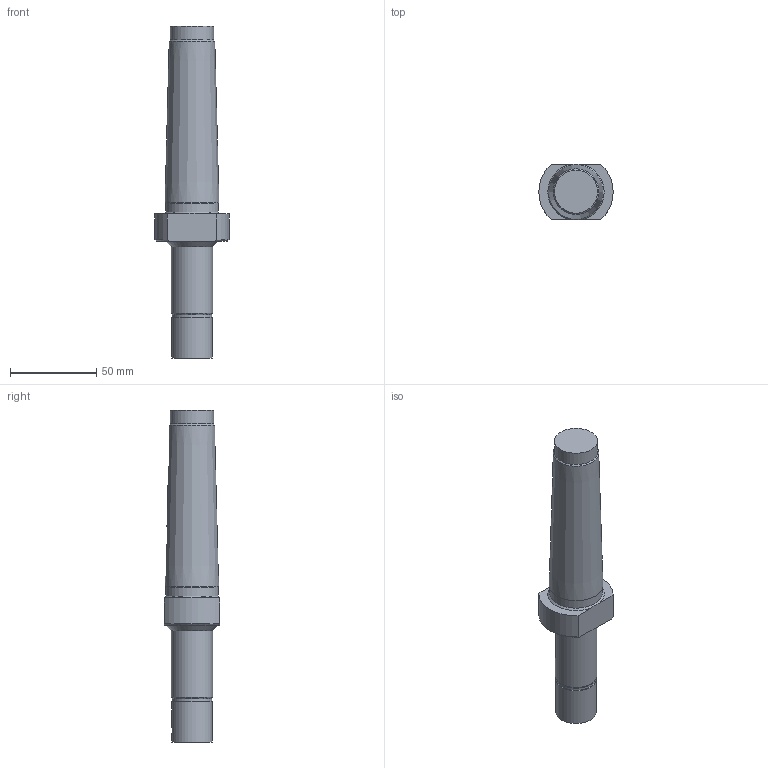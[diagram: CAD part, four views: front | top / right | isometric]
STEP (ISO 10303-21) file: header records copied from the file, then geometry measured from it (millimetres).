
FILE_DESCRIPTION((''),'1');
FILE_NAME('MT4M-CKB2-90-M14.stp','2024-09-03T04:28:49',(''),(''),'Spatial Interop R21 SP3','Kubotek KeyCreator 2011 V10.0.2 (22737)',' ');
FILE_SCHEMA(('automotive_design'));
Length unit declared in the file: millimetre
Products named in the file (1): 240[2]
Bounding box: 43 x 32 x 192.3 mm (x, y, z)
Volume: 117904.9 mm3; surface area: 19727.9 mm2
Topology: 1 solids, 1 shells, 27 faces, 56 edges, 34 vertices
Faces by surface type: plane 9, cylinder 9, cone 9
Full cylindrical faces by diameter (mm): 5.2 x1, 14 x1, 23.1 x1, 23.5 x1, 24 x1, 25 x1, 30.667 x1
Entity records: 1249 total; most frequent: CARTESIAN_POINT 179, DIRECTION 114, PRESENTATION_STYLE_ASSIGNMENT 97, COLOUR_RGB 97, ORIENTED_EDGE 82, STYLED_ITEM 69, CURVE_STYLE 69, DRAUGHTING_PRE_DEFINED_CURVE_FONT 69
